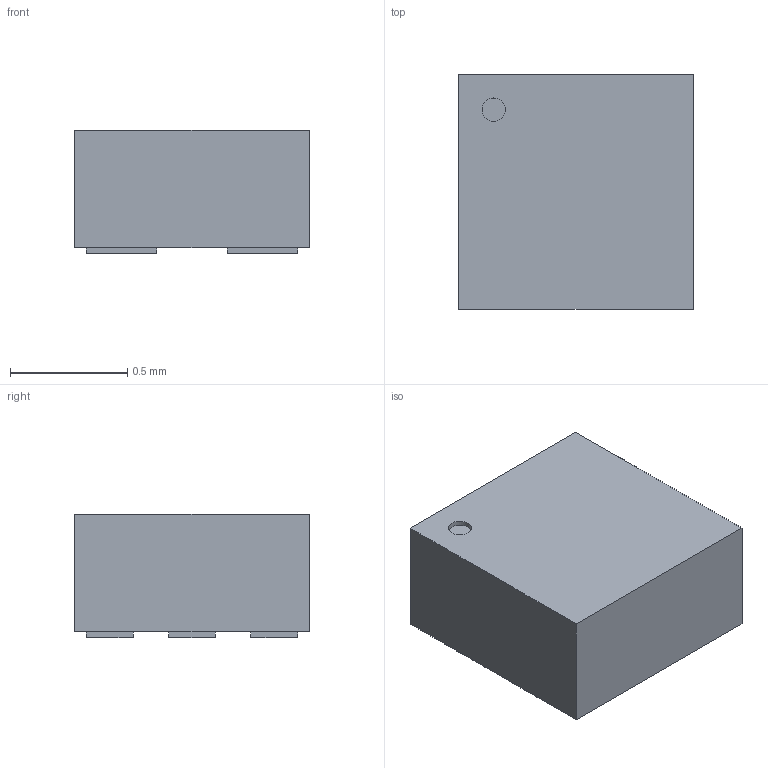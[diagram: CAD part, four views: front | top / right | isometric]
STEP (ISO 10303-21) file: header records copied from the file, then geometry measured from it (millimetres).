
FILE_DESCRIPTION(('FreeCAD Model'),'2;1');
FILE_NAME('sot891_1x1_p035.step','2017-02-18T21:43:24',( 'Author'),(''),'Open CASCADE STEP processor 6.9','FreeCAD','Unknown' );
FILE_SCHEMA(('AUTOMOTIVE_DESIGN_CC2 { 1 2 10303 214 -1 1 5 4 }'));
Length unit declared in the file: millimetre
Products named in the file (2): ASSEMBLY; sot891_1x1_p035
Assembly tree (1 placements, depth 2):
  ASSEMBLY
    sot891_1x1_p035
Bounding box: 1 x 1 x 0.53 mm (x, y, z)
Volume: 0.5 mm3; surface area: 4.2 mm2
Topology: 1 solids, 1 shells, 38 faces, 87 edges, 58 vertices
Faces by surface type: plane 37, cylinder 1
Full cylindrical faces by diameter (mm): 0.1 x1
Entity records: 2461 total; most frequent: CARTESIAN_POINT 389, DIRECTION 318, LINE 233, VECTOR 233, ORIENTED_EDGE 174, PCURVE 174, DEFINITIONAL_REPRESENTATION 174, EDGE_CURVE 87
